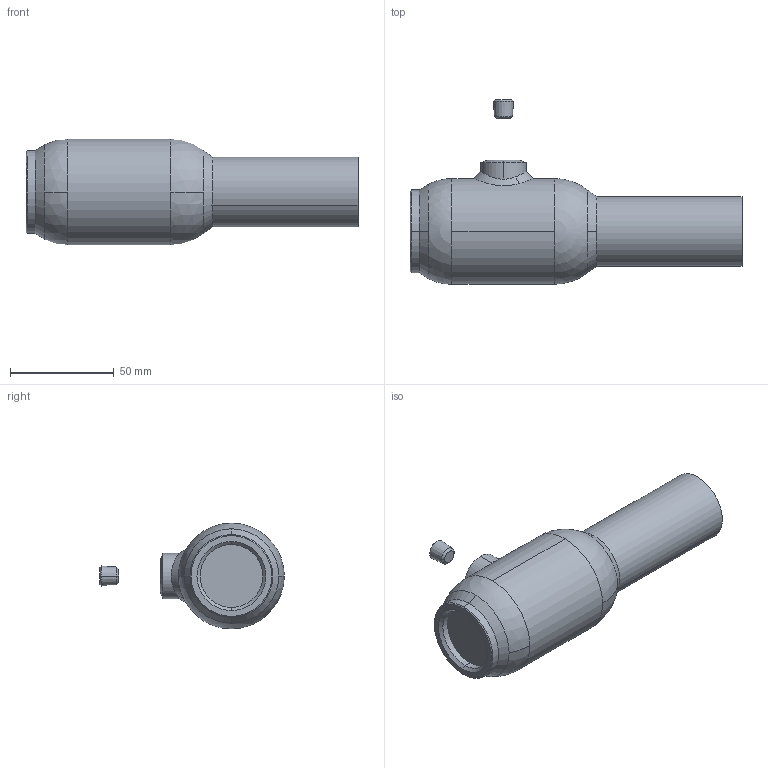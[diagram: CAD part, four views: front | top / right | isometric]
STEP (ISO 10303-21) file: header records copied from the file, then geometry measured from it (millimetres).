
FILE_DESCRIPTION (( 'STEP AP214' ), '1' );
FILE_NAME ('63101025.STEP', '2010-10-27T11:10:09', ( 'BROEN A/S' ), ( 'BROEN A/S' ), 'SwSTEP 2.0', 'SolidWorks 2009', '' );
FILE_SCHEMA (( 'AUTOMOTIVE_DESIGN' ));
Length unit declared in the file: millimetre
Products named in the file (1): 63101025
Bounding box: 160.21 x 89.05 x 51 mm (x, y, z)
Surface area: 39923.5 mm2 (no closed solid volume)
Topology: 0 solids, 9 shells, 58 faces, 148 edges, 92 vertices
Faces by surface type: cone 26, cylinder 14, plane 12, sphere 4, bspline 2
Entity records: 4210 total; most frequent: CARTESIAN_POINT 2144, DIRECTION 328, ORIENTED_EDGE 250, EDGE_CURVE 144, AXIS2_PLACEMENT_3D 135, VERTEX_POINT 92, CIRCLE 78, EDGE_LOOP 63
